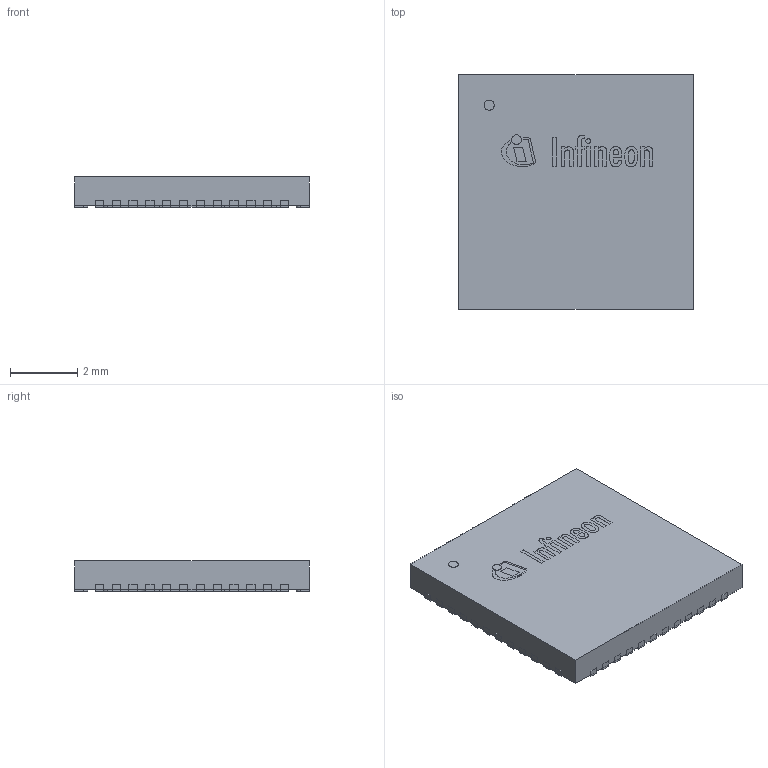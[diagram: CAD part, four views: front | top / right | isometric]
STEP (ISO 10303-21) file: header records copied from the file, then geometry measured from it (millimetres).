
FILE_DESCRIPTION(/* description */ (''),/* implementation_level */ '2;1');
FILE_NAME(/* name */ 'PG-VQFN-48-36_Z8B00171983_V02_3D.stp',/* time_stamp */ '2022-04-11T17:05:13+06:00',/* author */ ('janartha'),/* organization */ (''),/* preprocessor_version */ 'ST-DEVELOPER v16.13',/* originating_system */ 'AutoCAD Mechanical',/* authorisation */ '');
FILE_SCHEMA (('AUTOMOTIVE_DESIGN { 1 0 10303 214 3 1 1 }'));
Length unit declared in the file: millimetre
Products named in the file (1): Product
Bounding box: 7 x 7 x 0.9 mm (x, y, z)
Surface area: 193 mm2
Topology: 75 solids, 75 shells, 511 faces, 1080 edges, 720 vertices
Faces by surface type: plane 426, cylinder 67, bspline 18
Full cylindrical faces by diameter (mm): 0.142 x1, 0.287 x1, 0.3 x2
Entity records: 13709 total; most frequent: CARTESIAN_POINT 2714, DIRECTION 2162, ORIENTED_EDGE 2152, EDGE_CURVE 1076, LINE 906, VECTOR 906, VERTEX_POINT 720, AXIS2_PLACEMENT_3D 628
